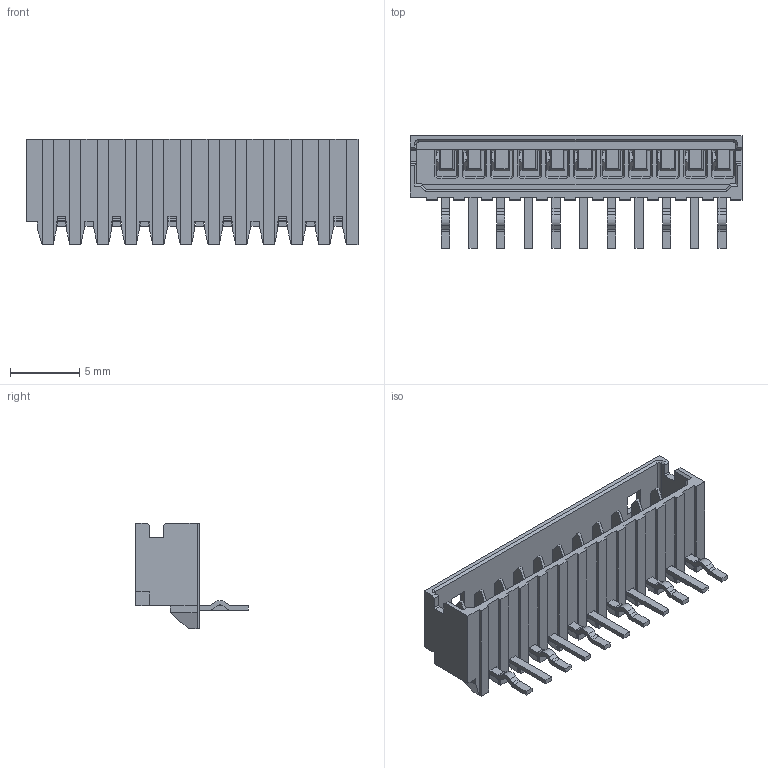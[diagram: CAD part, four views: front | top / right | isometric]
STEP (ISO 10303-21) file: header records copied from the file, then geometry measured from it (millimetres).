
FILE_DESCRIPTION((''),'2;1');
FILE_NAME('530151110','2016-09-27T',('rlalsangi'),(''),'PRO/ENGINEER BY PARAMETRIC TECHNOLOGY CORPORATION, 2012310','PRO/ENGINEER BY PARAMETRIC TECHNOLOGY CORPORATION, 2012310','');
FILE_SCHEMA(('CONFIG_CONTROL_DESIGN'));
Length unit declared in the file: millimetre
Products named in the file (1): 530151110
Bounding box: 24 x 8.15 x 7.6 mm (x, y, z)
Volume: 345.2 mm3; surface area: 1163 mm2
Topology: 12 solids, 12 shells, 659 faces, 1698 edges, 1063 vertices
Faces by surface type: plane 609, cylinder 48, cone 2
Entity records: 19414 total; most frequent: CARTESIAN_POINT 3392, ORIENTED_EDGE 3338, DIRECTION 3138, EDGE_CURVE 1669, VECTOR 1578, LINE 1578, VERTEX_POINT 1034, AXIS2_PLACEMENT_3D 780
